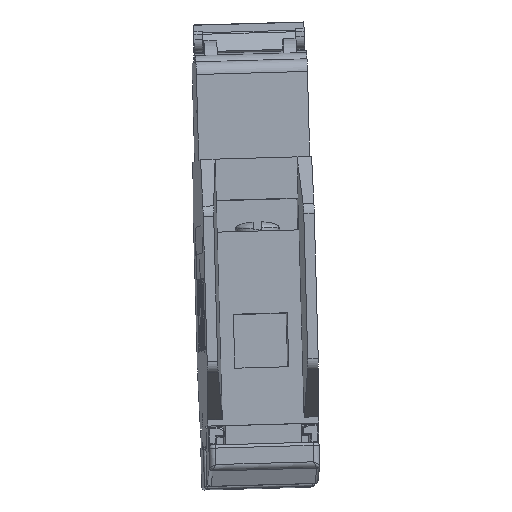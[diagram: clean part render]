
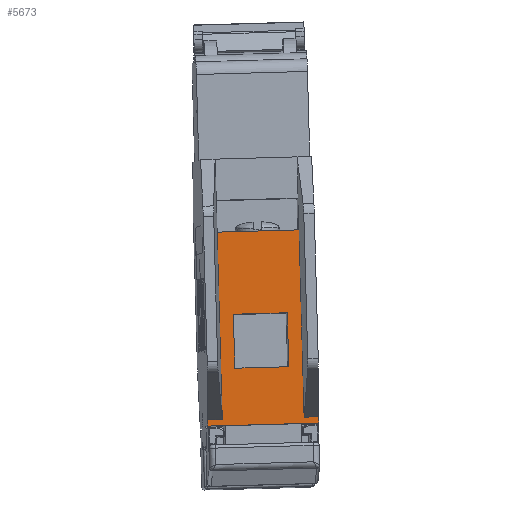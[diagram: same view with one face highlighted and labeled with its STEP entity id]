
A CAD part, top view. The second image highlights one B-rep face of the part: STEP entity #5673.
In plain terms, the highlighted face is planar.
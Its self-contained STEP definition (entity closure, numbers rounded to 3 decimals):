
#429 = FACE_OUTER_BOUND ( 'NONE', #32967, .T. ) ;
#522 = VERTEX_POINT ( 'NONE', #31145 ) ;
#1084 = CARTESIAN_POINT ( 'NONE',  ( -4.25, -9.932, 42.856 ) ) ;
#1381 = LINE ( 'NONE', #29773, #5635 ) ;
#1444 = LINE ( 'NONE', #29839, #30798 ) ;
#1607 = LINE ( 'NONE', #15238, #34954 ) ;
#1691 = VERTEX_POINT ( 'NONE', #9363 ) ;
#1917 = LINE ( 'NONE', #36420, #19706 ) ;
#2205 = LINE ( 'NONE', #32690, #13818 ) ;
#2596 = CARTESIAN_POINT ( 'NONE',  ( 6.45, 3.068, 42.856 ) ) ;
#2842 = EDGE_CURVE ( 'NONE', #23566, #14173, #33665, .T. ) ;
#2903 = LINE ( 'NONE', #9211, #33571 ) ;
#2923 = EDGE_CURVE ( 'NONE', #4659, #11925, #7589, .T. ) ;
#3005 = ORIENTED_EDGE ( 'NONE', *, *, #10626, .F. ) ;
#4255 = LINE ( 'NONE', #20649, #6106 ) ;
#4512 = ORIENTED_EDGE ( 'NONE', *, *, #15858, .F. ) ;
#4659 = VERTEX_POINT ( 'NONE', #34640 ) ;
#4860 = CARTESIAN_POINT ( 'NONE',  ( -6.45, -46.186, 42.856 ) ) ;
#5635 = VECTOR ( 'NONE', #9876, 1000. ) ;
#5673 = ADVANCED_FACE ( 'NONE', ( #34051, #429 ), #31789, .F. ) ;
#5941 = ORIENTED_EDGE ( 'NONE', *, *, #2842, .F. ) ;
#6016 = EDGE_CURVE ( 'NONE', #7815, #4659, #4255, .T. ) ;
#6106 = VECTOR ( 'NONE', #31936, 1000. ) ;
#6693 = EDGE_CURVE ( 'NONE', #25217, #23566, #2205, .T. ) ;
#6980 = CARTESIAN_POINT ( 'NONE',  ( 8.75, -26.432, 42.856 ) ) ;
#7589 = LINE ( 'NONE', #13278, #25109 ) ;
#7815 = VERTEX_POINT ( 'NONE', #6980 ) ;
#8493 = CARTESIAN_POINT ( 'NONE',  ( 8.75, -27.432, 42.856 ) ) ;
#8570 = DIRECTION ( 'NONE',  ( 0., -1., 0. ) ) ;
#9211 = CARTESIAN_POINT ( 'NONE',  ( 4.25, -9.932, 42.856 ) ) ;
#9296 = EDGE_CURVE ( 'NONE', #522, #11925, #13284, .T. ) ;
#9363 = CARTESIAN_POINT ( 'NONE',  ( -8.75, -27.432, 42.856 ) ) ;
#9750 = CARTESIAN_POINT ( 'NONE',  ( 8.75, -26.432, 42.856 ) ) ;
#9876 = DIRECTION ( 'NONE',  ( 0., -1., 0. ) ) ;
#9893 = VERTEX_POINT ( 'NONE', #16151 ) ;
#10292 = EDGE_LOOP ( 'NONE', ( #29239, #3005, #35825, #5941 ) ) ;
#10626 = EDGE_CURVE ( 'NONE', #9893, #25217, #2903, .T. ) ;
#10778 = EDGE_CURVE ( 'NONE', #36028, #11489, #17829, .T. ) ;
#11367 = EDGE_CURVE ( 'NONE', #36028, #522, #13476, .T. ) ;
#11489 = VERTEX_POINT ( 'NONE', #23040 ) ;
#11925 = VERTEX_POINT ( 'NONE', #29216 ) ;
#13278 = CARTESIAN_POINT ( 'NONE',  ( 6.45, -46.186, 42.856 ) ) ;
#13284 = LINE ( 'NONE', #2596, #15826 ) ;
#13476 = LINE ( 'NONE', #4860, #33994 ) ;
#13818 = VECTOR ( 'NONE', #16208, 1000. ) ;
#13873 = CARTESIAN_POINT ( 'NONE',  ( 4.25, -9.932, 42.856 ) ) ;
#14173 = VERTEX_POINT ( 'NONE', #31905 ) ;
#14871 = EDGE_CURVE ( 'NONE', #11489, #1691, #1381, .T. ) ;
#14896 = AXIS2_PLACEMENT_3D ( 'NONE', #28470, #23278, #17736 ) ;
#15238 = CARTESIAN_POINT ( 'NONE',  ( 8.75, -27.432, 42.856 ) ) ;
#15826 = VECTOR ( 'NONE', #27491, 1000. ) ;
#15858 = EDGE_CURVE ( 'NONE', #7815, #18897, #1917, .T. ) ;
#16151 = CARTESIAN_POINT ( 'NONE',  ( 4.25, -18.432, 42.856 ) ) ;
#16208 = DIRECTION ( 'NONE',  ( -1., 0., 0. ) ) ;
#17536 = CARTESIAN_POINT ( 'NONE',  ( -4.25, -9.932, 42.856 ) ) ;
#17736 = DIRECTION ( 'NONE',  ( -1., 0., 0. ) ) ;
#17829 = LINE ( 'NONE', #9750, #19352 ) ;
#17842 = EDGE_CURVE ( 'NONE', #18897, #1691, #1607, .T. ) ;
#17970 = ORIENTED_EDGE ( 'NONE', *, *, #6016, .T. ) ;
#18897 = VERTEX_POINT ( 'NONE', #8493 ) ;
#19065 = ORIENTED_EDGE ( 'NONE', *, *, #14871, .T. ) ;
#19209 = VECTOR ( 'NONE', #8570, 1000. ) ;
#19352 = VECTOR ( 'NONE', #20959, 1000. ) ;
#19706 = VECTOR ( 'NONE', #27544, 1000. ) ;
#20202 = CARTESIAN_POINT ( 'NONE',  ( -6.45, -26.432, 42.856 ) ) ;
#20649 = CARTESIAN_POINT ( 'NONE',  ( 8.75, -26.432, 42.856 ) ) ;
#20959 = DIRECTION ( 'NONE',  ( -1., 0., 0. ) ) ;
#22627 = DIRECTION ( 'NONE',  ( 0., 1., 0. ) ) ;
#23040 = CARTESIAN_POINT ( 'NONE',  ( -8.75, -26.432, 42.856 ) ) ;
#23278 = DIRECTION ( 'NONE',  ( 0., 0., -1. ) ) ;
#23566 = VERTEX_POINT ( 'NONE', #1084 ) ;
#25109 = VECTOR ( 'NONE', #36188, 1000. ) ;
#25217 = VERTEX_POINT ( 'NONE', #13873 ) ;
#27046 = DIRECTION ( 'NONE',  ( -1., 0., 0. ) ) ;
#27491 = DIRECTION ( 'NONE',  ( 1., 0., 0. ) ) ;
#27544 = DIRECTION ( 'NONE',  ( 0., -1., 0. ) ) ;
#28470 = CARTESIAN_POINT ( 'NONE',  ( 8.75, -26.432, 42.856 ) ) ;
#29216 = CARTESIAN_POINT ( 'NONE',  ( 6.45, 3.068, 42.856 ) ) ;
#29239 = ORIENTED_EDGE ( 'NONE', *, *, #6693, .F. ) ;
#29773 = CARTESIAN_POINT ( 'NONE',  ( -8.75, -26.432, 42.856 ) ) ;
#29839 = CARTESIAN_POINT ( 'NONE',  ( -4.25, -18.432, 42.856 ) ) ;
#30006 = DIRECTION ( 'NONE',  ( 1., 0., 0. ) ) ;
#30467 = DIRECTION ( 'NONE',  ( 0., 1., 0. ) ) ;
#30798 = VECTOR ( 'NONE', #30006, 1000. ) ;
#31145 = CARTESIAN_POINT ( 'NONE',  ( -6.45, 3.068, 42.856 ) ) ;
#31706 = ORIENTED_EDGE ( 'NONE', *, *, #17842, .F. ) ;
#31789 = PLANE ( 'NONE',  #14896 ) ;
#31905 = CARTESIAN_POINT ( 'NONE',  ( -4.25, -18.432, 42.856 ) ) ;
#31936 = DIRECTION ( 'NONE',  ( -1., 0., 0. ) ) ;
#32690 = CARTESIAN_POINT ( 'NONE',  ( -4.25, -9.932, 42.856 ) ) ;
#32967 = EDGE_LOOP ( 'NONE', ( #33293, #36208, #36458, #33791, #19065, #31706, #4512, #17970 ) ) ;
#33293 = ORIENTED_EDGE ( 'NONE', *, *, #2923, .T. ) ;
#33571 = VECTOR ( 'NONE', #22627, 1000. ) ;
#33665 = LINE ( 'NONE', #17536, #19209 ) ;
#33743 = EDGE_CURVE ( 'NONE', #14173, #9893, #1444, .T. ) ;
#33791 = ORIENTED_EDGE ( 'NONE', *, *, #10778, .T. ) ;
#33994 = VECTOR ( 'NONE', #30467, 1000. ) ;
#34051 = FACE_BOUND ( 'NONE', #10292, .T. ) ;
#34640 = CARTESIAN_POINT ( 'NONE',  ( 6.45, -26.432, 42.856 ) ) ;
#34954 = VECTOR ( 'NONE', #27046, 1000. ) ;
#35825 = ORIENTED_EDGE ( 'NONE', *, *, #33743, .F. ) ;
#36028 = VERTEX_POINT ( 'NONE', #20202 ) ;
#36188 = DIRECTION ( 'NONE',  ( 0., 1., 0. ) ) ;
#36208 = ORIENTED_EDGE ( 'NONE', *, *, #9296, .F. ) ;
#36420 = CARTESIAN_POINT ( 'NONE',  ( 8.75, -26.432, 42.856 ) ) ;
#36458 = ORIENTED_EDGE ( 'NONE', *, *, #11367, .F. ) ;
